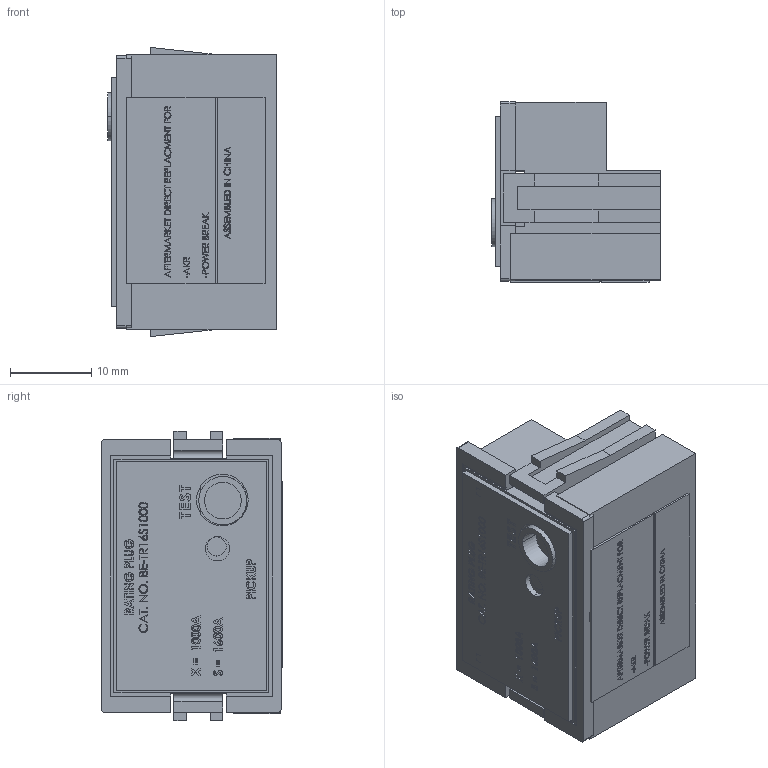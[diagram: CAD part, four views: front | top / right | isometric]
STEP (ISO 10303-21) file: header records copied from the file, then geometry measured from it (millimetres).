
FILE_DESCRIPTION (( 'STEP AP214' ), '1' );
FILE_NAME ('BE-TR16S1000.STEP', '2021-04-07T11:33:12', ( '' ), ( '' ), 'SwSTEP 2.0', 'SolidWorks 2020', '' );
FILE_SCHEMA (( 'AUTOMOTIVE_DESIGN' ));
Length unit declared in the file: millimetre
Products named in the file (7): rating plug board; Rating plug PowerBreak Cover; SBS-Front Decal; BE-TR16S1000; SBS-Bottom Decal; Rating Plug site window; Rating plug PowerBreak Housing
Assembly tree (6 placements, depth 2):
  BE-TR16S1000
    Rating plug PowerBreak Housing
    Rating plug PowerBreak Cover
    Rating Plug site window
    rating plug board
    SBS-Front Decal
    SBS-Bottom Decal
Bounding box: 20.72 x 22.15 x 35.5 mm (x, y, z)
Volume: 6418.1 mm3; surface area: 11364.4 mm2
Topology: 6 solids, 6 shells, 1800 faces, 4870 edges, 3246 vertices
Faces by surface type: plane 1347, bspline 391, cylinder 62
Entity records: 79186 total; most frequent: CARTESIAN_POINT 35708, ORIENTED_EDGE 9740, DIRECTION 7052, EDGE_CURVE 4870, LINE 3960, VECTOR 3960, VERTEX_POINT 3246, EDGE_LOOP 2004
